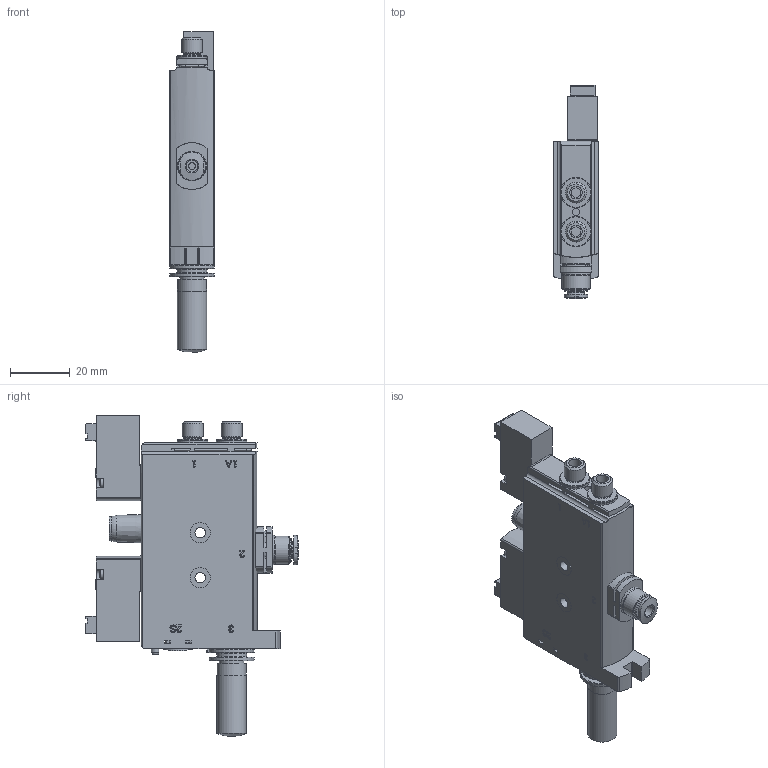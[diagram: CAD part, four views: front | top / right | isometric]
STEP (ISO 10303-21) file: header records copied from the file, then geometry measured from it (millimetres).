
FILE_DESCRIPTION(/* description */ ('STEP AP214'),/* implementation_level */ '2;1');
FILE_NAME(/* name */ '8141095_OVEL-7-H-15-P-VQ4-UC-C-A-H3',/* time_stamp */ '2024-09-13T11:27:56+02:00',/* author */ ('License CC BY-ND 4.0'),/* organization */ ('CADENAS'),/* preprocessor_version */ 'ST-DEVELOPER v19.3',/* originating_system */ 'PARTsolutions',/* authorisation */ ' ');
FILE_SCHEMA (('AP203_CONFIGURATION_CONTROLLED_3D_DESIGN_OF_MECHANICAL_PARTS_AND_ASSEMBLIES_MIM_LF { 1 0 10303 203 3 1 4 }','FEATURE_BASED_PROCESS_PLANNING','MODEL_BASED_INTEGRATED_MANUFACTURING_SCHEMA','AUTOMOTIVE_DESIGN {1 0 10303 214 3 1 1}'));
Length unit declared in the file: millimetre
Products named in the file (10): 8141095 OVEL-7-H-15-P-VQ4-UC-C-A-H3; 8081772 OVEL-7/10A---(h); 4550078 OVEL---(h); 132622 QSPKG10-4; 197005 MHA1-M1H-3/2G-0,6-TC_p; 4406465 DPT-F-TP-1.6x23-PT10; 562243 QSPC10; 161418 UC-M7; 388135 CPA10(OABM); 677814 MEBH-4/2-QS-6---(SPTE)
Assembly tree (15 placements, depth 2):
  8141095 OVEL-7-H-15-P-VQ4-UC-C-A-H3
    8081772 OVEL-7/10A---(h)
    4550078 OVEL---(h)  x2
    132622 QSPKG10-4
    197005 MHA1-M1H-3/2G-0,6-TC_p  x2
    4406465 DPT-F-TP-1.6x23-PT10  x4
    562243 QSPC10
    161418 UC-M7
    388135 CPA10(OABM)
    677814 MEBH-4/2-QS-6---(SPTE)  x2
Bounding box: 15.2 x 71.05 x 107.1 mm (x, y, z)
Volume: 50872.3 mm3; surface area: 20453.5 mm2
Topology: 15 solids, 15 shells, 884 faces, 2191 edges, 1426 vertices
Faces by surface type: plane 469, cylinder 308, cone 50, torus 49, sphere 8
Full cylindrical faces by diameter (mm): 0.8 x5, 0.9 x2, 1.2 x4, 1.25 x4, 1.6 x4, 1.68 x4, 1.8 x8, 2.3 x1, 2.5 x2, 3.1 x2, 3.2 x4, 3.45 x2, 4 x1, 4.2 x3, 5.4 x2, 5.6 x2, 5.65 x3, 5.7 x1, 5.917 x1, 5.93 x2, 6.4 x2, 6.73 x4, 7 x4, 7.15 x3, 7.2 x3, 7.6 x2, 7.8 x2, 8 x6, 8.167 x1, 8.73 x4
Entity records: 23699 total; most frequent: CARTESIAN_POINT 3550, DIRECTION 3356, ORIENTED_EDGE 3026, EDGE_CURVE 1513, AXIS2_PLACEMENT_3D 1203, VERTEX_POINT 1075, LINE 950, VECTOR 950
